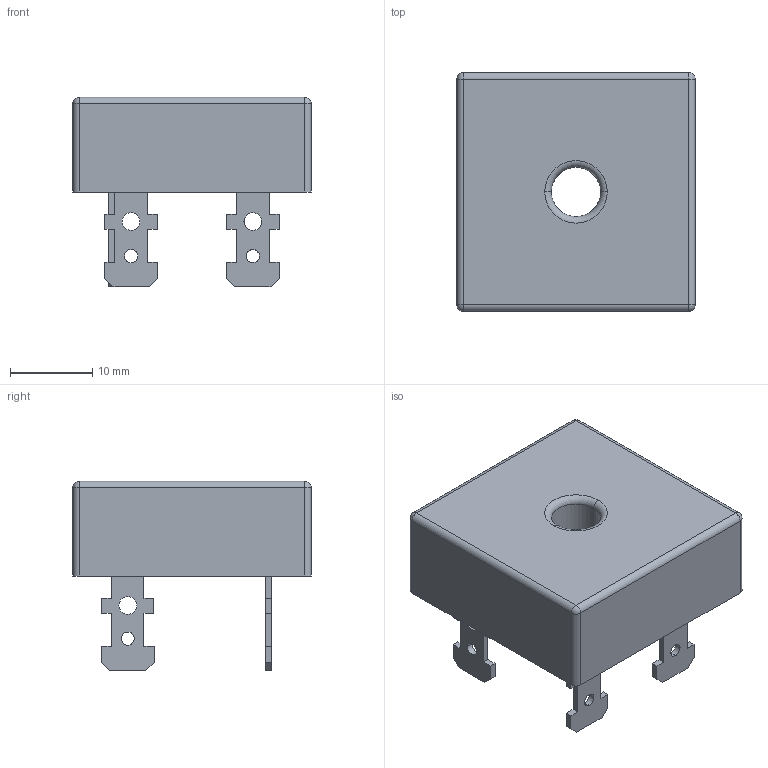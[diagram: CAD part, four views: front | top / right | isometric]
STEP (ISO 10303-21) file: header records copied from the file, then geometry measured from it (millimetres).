
FILE_DESCRIPTION (( 'STEP AP214' ), '1' );
FILE_NAME ('DIO-BG-TH_KBPC-L29.0-W29.0-H11.5.step', '2022-07-04T09:58:42', ( '' ), ( '' ), 'SwSTEP 2.0', 'SolidWorks 2020', '' );
FILE_SCHEMA (( 'AUTOMOTIVE_DESIGN' ));
Length unit declared in the file: millimetre
Products named in the file (1): DIO-BG-TH_KBPC-L29.0-W29.0-H11.5
Bounding box: 29 x 29 x 23 mm (x, y, z)
Volume: 9480.9 mm3; surface area: 3655.3 mm2
Topology: 1 solids, 1 shells, 338 faces, 929 edges, 612 vertices
Faces by surface type: plane 208, bspline 98, cylinder 26, sphere 4, torus 2
Entity records: 14913 total; most frequent: CARTESIAN_POINT 3182, ORIENTED_EDGE 1850, DIRECTION 1263, EDGE_CURVE 925, VECTOR 669, LINE 669, VERTEX_POINT 612, EDGE_LOOP 379
